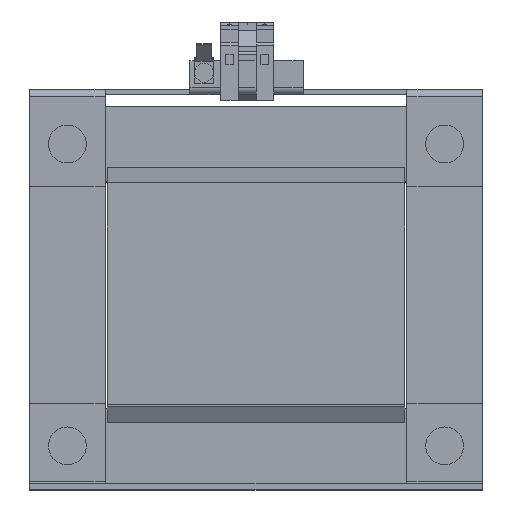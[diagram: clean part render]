
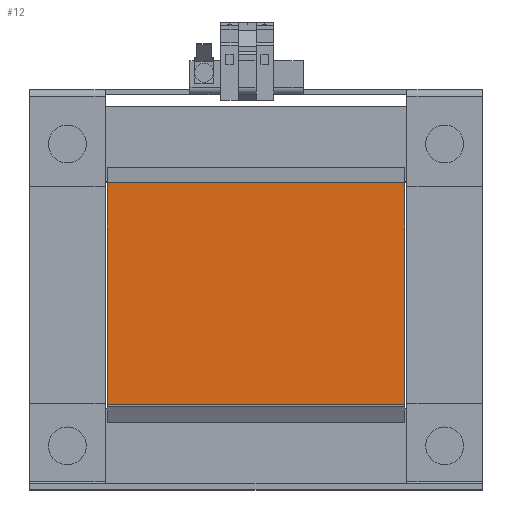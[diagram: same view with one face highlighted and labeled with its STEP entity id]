
A CAD part, top view. The second image highlights one B-rep face of the part: STEP entity #12.
In plain terms, the highlighted planar face has unit normal (0, 0, 1).
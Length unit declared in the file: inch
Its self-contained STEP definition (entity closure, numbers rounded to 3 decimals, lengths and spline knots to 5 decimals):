
#12 = ADVANCED_FACE ( 'NONE', ( #3700 ), #9127, .F. ) ;
#123 = VECTOR ( 'NONE', #453, 39.37008 ) ;
#147 = ORIENTED_EDGE ( 'NONE', *, *, #521, .F. ) ;
#224 = VERTEX_POINT ( 'NONE', #6498 ) ;
#378 = VECTOR ( 'NONE', #9720, 39.37008 ) ;
#453 = DIRECTION ( 'NONE',  ( 0., -1., 0. ) ) ;
#521 = EDGE_CURVE ( 'NONE', #8846, #5316, #904, .T. ) ;
#534 = CARTESIAN_POINT ( 'NONE',  ( 2.48031, -1.83186, 2.7154 ) ) ;
#904 = LINE ( 'NONE', #2954, #378 ) ;
#1072 = LINE ( 'NONE', #3489, #123 ) ;
#1185 = CARTESIAN_POINT ( 'NONE',  ( 2.48031, 1.86892, 2.7154 ) ) ;
#1192 = DIRECTION ( 'NONE',  ( 0., 0., -1. ) ) ;
#1428 = LINE ( 'NONE', #3263, #4665 ) ;
#2336 = CARTESIAN_POINT ( 'NONE',  ( -2.48031, -1.83186, 2.7154 ) ) ;
#2954 = CARTESIAN_POINT ( 'NONE',  ( 2.48031, 1.86892, 2.7154 ) ) ;
#3263 = CARTESIAN_POINT ( 'NONE',  ( 2.48031, 0., 2.7154 ) ) ;
#3387 = EDGE_CURVE ( 'NONE', #224, #8300, #8510, .T. ) ;
#3489 = CARTESIAN_POINT ( 'NONE',  ( -2.48031, 0., 2.7154 ) ) ;
#3548 = CARTESIAN_POINT ( 'NONE',  ( 2.48031, -1.83186, 2.7154 ) ) ;
#3700 = FACE_OUTER_BOUND ( 'NONE', #4680, .T. ) ;
#4183 = EDGE_CURVE ( 'NONE', #8846, #8300, #1072, .T. ) ;
#4388 = AXIS2_PLACEMENT_3D ( 'NONE', #3548, #1192, #8549 ) ;
#4665 = VECTOR ( 'NONE', #8632, 39.37008 ) ;
#4680 = EDGE_LOOP ( 'NONE', ( #8026, #9677, #147, #4802 ) ) ;
#4802 = ORIENTED_EDGE ( 'NONE', *, *, #4183, .T. ) ;
#5124 = VECTOR ( 'NONE', #9241, 39.37008 ) ;
#5316 = VERTEX_POINT ( 'NONE', #1185 ) ;
#6021 = EDGE_CURVE ( 'NONE', #5316, #224, #1428, .T. ) ;
#6498 = CARTESIAN_POINT ( 'NONE',  ( 2.48031, -1.83186, 2.7154 ) ) ;
#7725 = CARTESIAN_POINT ( 'NONE',  ( -2.48031, 1.86892, 2.7154 ) ) ;
#8026 = ORIENTED_EDGE ( 'NONE', *, *, #3387, .F. ) ;
#8300 = VERTEX_POINT ( 'NONE', #2336 ) ;
#8510 = LINE ( 'NONE', #534, #5124 ) ;
#8549 = DIRECTION ( 'NONE',  ( 0., 1., 0. ) ) ;
#8632 = DIRECTION ( 'NONE',  ( 0., -1., 0. ) ) ;
#8846 = VERTEX_POINT ( 'NONE', #7725 ) ;
#9127 = PLANE ( 'NONE',  #4388 ) ;
#9241 = DIRECTION ( 'NONE',  ( -1., 0., 0. ) ) ;
#9677 = ORIENTED_EDGE ( 'NONE', *, *, #6021, .F. ) ;
#9720 = DIRECTION ( 'NONE',  ( 1., 0., 0. ) ) ;
